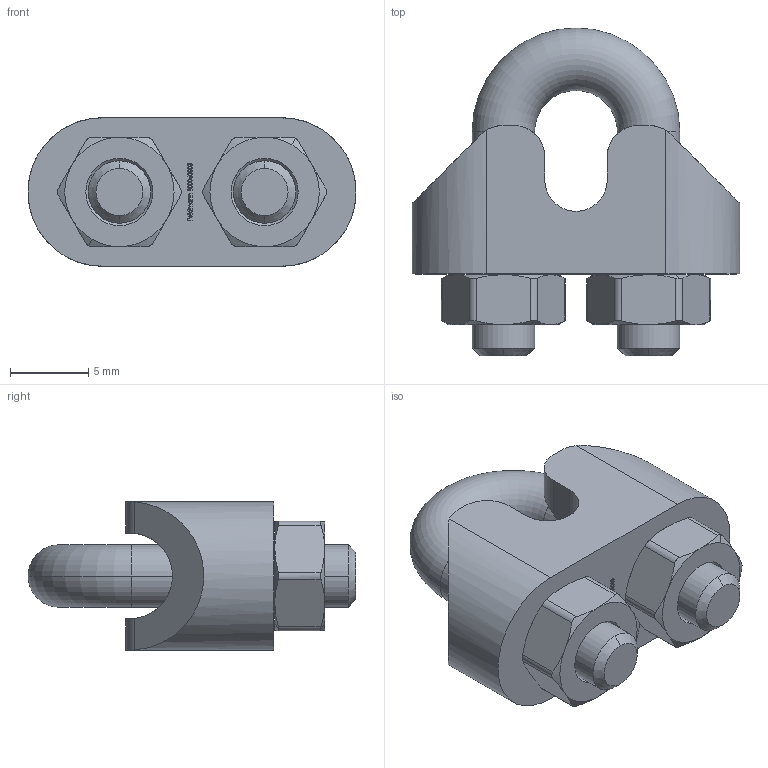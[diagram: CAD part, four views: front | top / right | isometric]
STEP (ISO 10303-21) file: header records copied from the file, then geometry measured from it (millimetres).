
FILE_DESCRIPTION (( 'STEP AP203' ), '1' );
FILE_NAME ('100060003.step', '2019-09-19T13:45:36', ( '' ), ( '' ), 'SwSTEP 2.0', 'SolidWorks 2015', '' );
FILE_SCHEMA (( 'CONFIG_CONTROL_DESIGN' ));
Length unit declared in the file: millimetre
Products named in the file (4): 100060003; 10006000X Teil1_100060003 Teil1; DIN 934 M4-M20_58321-240-4; 10006000X Teil2_100060003 Teil2
Assembly tree (4 placements, depth 2):
  100060003
    10006000X Teil2_100060003 Teil2
    10006000X Teil1_100060003 Teil1
    DIN 934 M4-M20_58321-240-4  x2
Bounding box: 21 x 21 x 9.5 mm (x, y, z)
Volume: 1758.5 mm3; surface area: 1856.1 mm2
Topology: 4 solids, 4 shells, 330 faces, 849 edges, 554 vertices
Faces by surface type: plane 126, bspline 125, cone 40, cylinder 37, torus 2
Entity records: 17421 total; most frequent: CARTESIAN_POINT 10637, ORIENTED_EDGE 1538, DIRECTION 883, EDGE_CURVE 769, VERTEX_POINT 506, VECTOR 395, LINE 395, EDGE_LOOP 329
